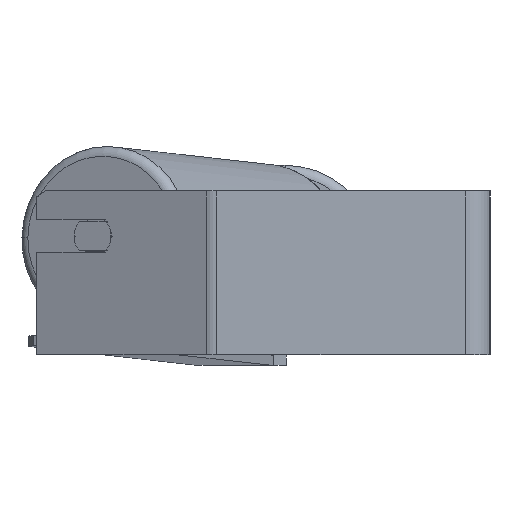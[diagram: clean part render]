
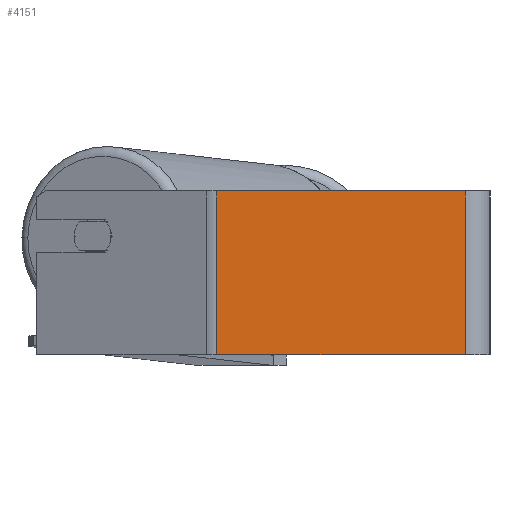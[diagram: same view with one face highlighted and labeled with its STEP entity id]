
A CAD part, left-side view. The second image highlights one B-rep face of the part: STEP entity #4151.
In plain terms, the highlighted planar face has unit normal (-1, 0, 0).
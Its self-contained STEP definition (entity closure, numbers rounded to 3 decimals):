
#13 = CARTESIAN_POINT ( 'NONE',  ( -340., 136.007, 40. ) ) ;
#94 = EDGE_CURVE ( 'NONE', #1748, #5838, #8333, .T. ) ;
#96 = ORIENTED_EDGE ( 'NONE', *, *, #225, .F. ) ;
#164 = CARTESIAN_POINT ( 'NONE',  ( -340., 133.347, 40. ) ) ;
#223 = CARTESIAN_POINT ( 'NONE',  ( -340., 136.007, -40. ) ) ;
#225 = EDGE_CURVE ( 'NONE', #5838, #5855, #7210, .T. ) ;
#774 = DIRECTION ( 'NONE',  ( 0., -1., 0. ) ) ;
#1437 = DIRECTION ( 'NONE',  ( 1., 0., 0. ) ) ;
#1748 = VERTEX_POINT ( 'NONE', #164 ) ;
#2122 = AXIS2_PLACEMENT_3D ( 'NONE', #13, #1437, #8532 ) ;
#2227 = VECTOR ( 'NONE', #3750, 1000. ) ;
#2834 = DIRECTION ( 'NONE',  ( 0., -1., 0. ) ) ;
#2968 = CARTESIAN_POINT ( 'NONE',  ( -340., 12., 40. ) ) ;
#3048 = CARTESIAN_POINT ( 'NONE',  ( -340., 133.347, -40. ) ) ;
#3492 = DIRECTION ( 'NONE',  ( 0., 0., -1. ) ) ;
#3750 = DIRECTION ( 'NONE',  ( 0., 0., -1. ) ) ;
#3968 = VERTEX_POINT ( 'NONE', #3048 ) ;
#4127 = LINE ( 'NONE', #6962, #4338 ) ;
#4151 = ADVANCED_FACE ( 'NONE', ( #7441 ), #4733, .F. ) ;
#4338 = VECTOR ( 'NONE', #3492, 1000. ) ;
#4718 = EDGE_LOOP ( 'NONE', ( #6564, #96, #8720, #7385 ) ) ;
#4733 = PLANE ( 'NONE',  #2122 ) ;
#4855 = CARTESIAN_POINT ( 'NONE',  ( -340., 12., 40. ) ) ;
#5134 = VECTOR ( 'NONE', #2834, 1000. ) ;
#5404 = VECTOR ( 'NONE', #774, 1000. ) ;
#5819 = EDGE_CURVE ( 'NONE', #1748, #3968, #4127, .T. ) ;
#5838 = VERTEX_POINT ( 'NONE', #4855 ) ;
#5855 = VERTEX_POINT ( 'NONE', #7474 ) ;
#6564 = ORIENTED_EDGE ( 'NONE', *, *, #8592, .T. ) ;
#6962 = CARTESIAN_POINT ( 'NONE',  ( -340., 133.347, 40. ) ) ;
#7210 = LINE ( 'NONE', #2968, #2227 ) ;
#7385 = ORIENTED_EDGE ( 'NONE', *, *, #5819, .T. ) ;
#7441 = FACE_OUTER_BOUND ( 'NONE', #4718, .T. ) ;
#7474 = CARTESIAN_POINT ( 'NONE',  ( -340., 12., -40. ) ) ;
#7557 = CARTESIAN_POINT ( 'NONE',  ( -340., 136.007, 40. ) ) ;
#8333 = LINE ( 'NONE', #7557, #5134 ) ;
#8427 = LINE ( 'NONE', #223, #5404 ) ;
#8532 = DIRECTION ( 'NONE',  ( 0., 1., 0. ) ) ;
#8592 = EDGE_CURVE ( 'NONE', #3968, #5855, #8427, .T. ) ;
#8720 = ORIENTED_EDGE ( 'NONE', *, *, #94, .F. ) ;
